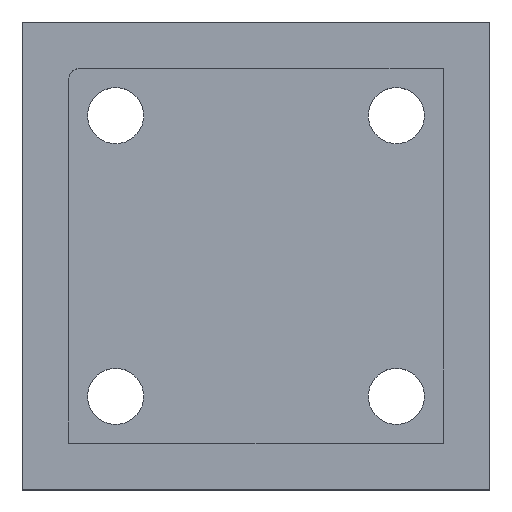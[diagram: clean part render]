
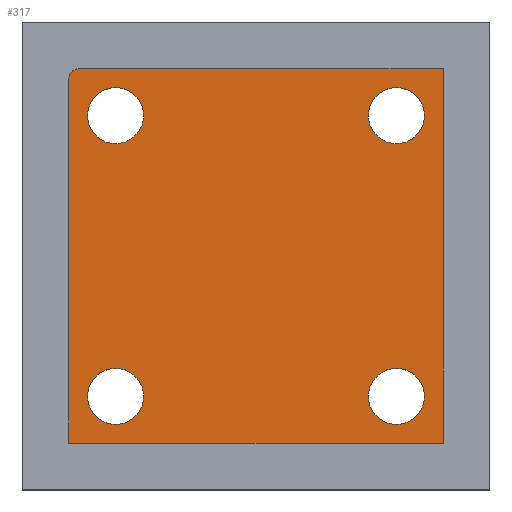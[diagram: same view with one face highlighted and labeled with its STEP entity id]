
A CAD part, top view. The second image highlights one B-rep face of the part: STEP entity #317.
In plain terms, the highlighted planar face has unit normal (0, 0, 1).
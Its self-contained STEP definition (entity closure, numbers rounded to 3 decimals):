
#106 = VERTEX_POINT('',#107);
#107 = CARTESIAN_POINT('',(20.,20.,5.));
#113 = EDGE_CURVE('',#106,#114,#116,.T.);
#114 = VERTEX_POINT('',#115);
#115 = CARTESIAN_POINT('',(-19.,20.,5.));
#116 = LINE('',#117,#118);
#117 = CARTESIAN_POINT('',(20.,20.,5.));
#118 = VECTOR('',#119,1.);
#119 = DIRECTION('',(-1.,0.,0.));
#137 = VERTEX_POINT('',#138);
#138 = CARTESIAN_POINT('',(-20.,19.,5.));
#144 = EDGE_CURVE('',#114,#137,#145,.T.);
#145 = CIRCLE('',#146,1.);
#146 = AXIS2_PLACEMENT_3D('',#147,#148,#149);
#147 = CARTESIAN_POINT('',(-19.,19.,5.));
#148 = DIRECTION('',(0.,-0.,1.));
#149 = DIRECTION('',(0.,1.,0.));
#161 = VERTEX_POINT('',#162);
#162 = CARTESIAN_POINT('',(20.,-20.,5.));
#168 = EDGE_CURVE('',#161,#106,#169,.T.);
#169 = LINE('',#170,#171);
#170 = CARTESIAN_POINT('',(20.,-20.,5.));
#171 = VECTOR('',#172,1.);
#172 = DIRECTION('',(0.,1.,0.));
#186 = EDGE_CURVE('',#137,#187,#189,.T.);
#187 = VERTEX_POINT('',#188);
#188 = CARTESIAN_POINT('',(-20.,-20.,5.));
#189 = LINE('',#190,#191);
#190 = CARTESIAN_POINT('',(-20.,20.,5.));
#191 = VECTOR('',#192,1.);
#192 = DIRECTION('',(0.,-1.,0.));
#209 = EDGE_CURVE('',#187,#161,#210,.T.);
#210 = LINE('',#211,#212);
#211 = CARTESIAN_POINT('',(-20.,-20.,5.));
#212 = VECTOR('',#213,1.);
#213 = DIRECTION('',(1.,0.,0.));
#317 = ADVANCED_FACE('',(#318,#325,#336,#347,#358),#369,.T.);
#318 = FACE_BOUND('',#319,.T.);
#319 = EDGE_LOOP('',(#320,#321,#322,#323,#324));
#320 = ORIENTED_EDGE('',*,*,#113,.T.);
#321 = ORIENTED_EDGE('',*,*,#144,.T.);
#322 = ORIENTED_EDGE('',*,*,#186,.T.);
#323 = ORIENTED_EDGE('',*,*,#209,.T.);
#324 = ORIENTED_EDGE('',*,*,#168,.T.);
#325 = FACE_BOUND('',#326,.T.);
#326 = EDGE_LOOP('',(#327));
#327 = ORIENTED_EDGE('',*,*,#328,.F.);
#328 = EDGE_CURVE('',#329,#329,#331,.T.);
#329 = VERTEX_POINT('',#330);
#330 = CARTESIAN_POINT('',(-12.,-15.,5.));
#331 = CIRCLE('',#332,3.);
#332 = AXIS2_PLACEMENT_3D('',#333,#334,#335);
#333 = CARTESIAN_POINT('',(-15.,-15.,5.));
#334 = DIRECTION('',(0.,0.,1.));
#335 = DIRECTION('',(1.,0.,0.));
#336 = FACE_BOUND('',#337,.T.);
#337 = EDGE_LOOP('',(#338));
#338 = ORIENTED_EDGE('',*,*,#339,.F.);
#339 = EDGE_CURVE('',#340,#340,#342,.T.);
#340 = VERTEX_POINT('',#341);
#341 = CARTESIAN_POINT('',(18.,-15.,5.));
#342 = CIRCLE('',#343,3.);
#343 = AXIS2_PLACEMENT_3D('',#344,#345,#346);
#344 = CARTESIAN_POINT('',(15.,-15.,5.));
#345 = DIRECTION('',(0.,0.,1.));
#346 = DIRECTION('',(1.,0.,0.));
#347 = FACE_BOUND('',#348,.T.);
#348 = EDGE_LOOP('',(#349));
#349 = ORIENTED_EDGE('',*,*,#350,.F.);
#350 = EDGE_CURVE('',#351,#351,#353,.T.);
#351 = VERTEX_POINT('',#352);
#352 = CARTESIAN_POINT('',(-12.,15.,5.));
#353 = CIRCLE('',#354,3.);
#354 = AXIS2_PLACEMENT_3D('',#355,#356,#357);
#355 = CARTESIAN_POINT('',(-15.,15.,5.));
#356 = DIRECTION('',(0.,0.,1.));
#357 = DIRECTION('',(1.,0.,0.));
#358 = FACE_BOUND('',#359,.T.);
#359 = EDGE_LOOP('',(#360));
#360 = ORIENTED_EDGE('',*,*,#361,.F.);
#361 = EDGE_CURVE('',#362,#362,#364,.T.);
#362 = VERTEX_POINT('',#363);
#363 = CARTESIAN_POINT('',(18.,15.,5.));
#364 = CIRCLE('',#365,3.);
#365 = AXIS2_PLACEMENT_3D('',#366,#367,#368);
#366 = CARTESIAN_POINT('',(15.,15.,5.));
#367 = DIRECTION('',(0.,0.,1.));
#368 = DIRECTION('',(1.,0.,0.));
#369 = PLANE('',#370);
#370 = AXIS2_PLACEMENT_3D('',#371,#372,#373);
#371 = CARTESIAN_POINT('',(0.,0.,5.));
#372 = DIRECTION('',(0.,0.,1.));
#373 = DIRECTION('',(1.,0.,0.));
